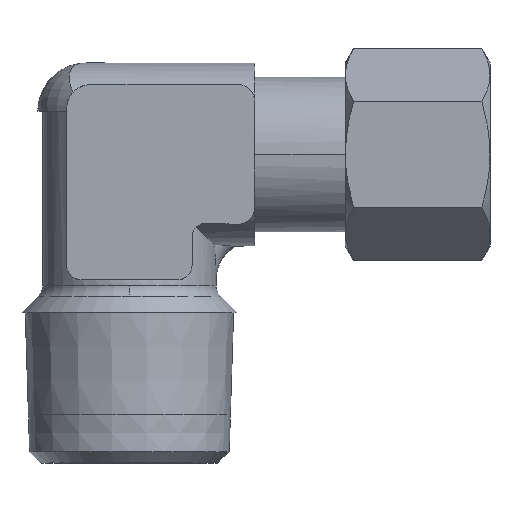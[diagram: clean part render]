
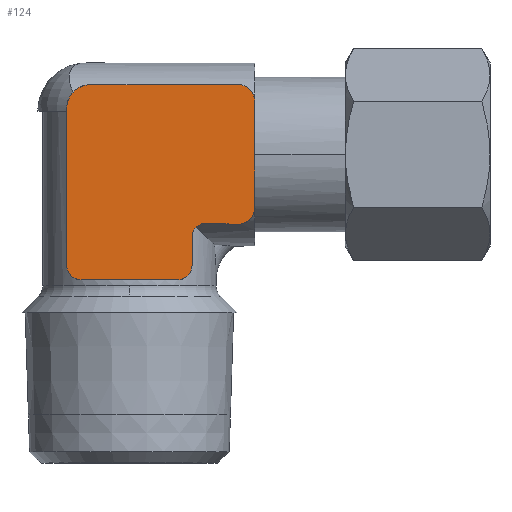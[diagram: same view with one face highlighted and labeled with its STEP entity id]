
A CAD part, top view. The second image highlights one B-rep face of the part: STEP entity #124.
In plain terms, the highlighted planar face has unit normal (0, 0, 1).
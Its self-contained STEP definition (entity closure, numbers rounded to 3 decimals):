
#124=ADVANCED_FACE('',(#304),#305,.T.);
#304=FACE_OUTER_BOUND('',#510,.T.);
#305=PLANE('',#511);
#510=EDGE_LOOP('',(#1159,#1160,#1161,#1162,#1163,#1164,#1165,#1166,#1167,#1168,#1169,#1170,#1171,#1172,#1173,#1174));
#511=AXIS2_PLACEMENT_3D('',#1175,#1176,#1177);
#1159=ORIENTED_EDGE('',*,*,#1553,.F.);
#1160=ORIENTED_EDGE('',*,*,#1606,.F.);
#1161=ORIENTED_EDGE('',*,*,#1604,.F.);
#1162=ORIENTED_EDGE('',*,*,#1602,.F.);
#1163=ORIENTED_EDGE('',*,*,#1600,.F.);
#1164=ORIENTED_EDGE('',*,*,#1598,.F.);
#1165=ORIENTED_EDGE('',*,*,#1595,.F.);
#1166=ORIENTED_EDGE('',*,*,#1592,.F.);
#1167=ORIENTED_EDGE('',*,*,#1587,.F.);
#1168=ORIENTED_EDGE('',*,*,#1409,.F.);
#1169=ORIENTED_EDGE('',*,*,#1607,.F.);
#1170=ORIENTED_EDGE('',*,*,#1569,.F.);
#1171=ORIENTED_EDGE('',*,*,#1418,.F.);
#1172=ORIENTED_EDGE('',*,*,#1564,.F.);
#1173=ORIENTED_EDGE('',*,*,#1425,.F.);
#1174=ORIENTED_EDGE('',*,*,#1558,.F.);
#1175=CARTESIAN_POINT('',(2.734,29.617,9.5));
#1176=DIRECTION('',(0.0,0.0,1.0));
#1177=DIRECTION('',(1.0,0.0,0.0));
#1409=EDGE_CURVE('',#1701,#1697,#1703,.T.);
#1418=EDGE_CURVE('',#1718,#1712,#1720,.T.);
#1425=EDGE_CURVE('',#1730,#1733,#1734,.T.);
#1553=EDGE_CURVE('',#1943,#1945,#1946,.T.);
#1558=EDGE_CURVE('',#1945,#1730,#1951,.T.);
#1564=EDGE_CURVE('',#1733,#1718,#1958,.T.);
#1569=EDGE_CURVE('',#1712,#1965,#1966,.T.);
#1587=EDGE_CURVE('',#1697,#1992,#1993,.T.);
#1592=EDGE_CURVE('',#1992,#2000,#2001,.T.);
#1595=EDGE_CURVE('',#2000,#2005,#2006,.T.);
#1598=EDGE_CURVE('',#2005,#2009,#2010,.T.);
#1600=EDGE_CURVE('',#2009,#2012,#2013,.T.);
#1602=EDGE_CURVE('',#2012,#2015,#2016,.T.);
#1604=EDGE_CURVE('',#2015,#2018,#2019,.T.);
#1606=EDGE_CURVE('',#2018,#1943,#2021,.T.);
#1607=EDGE_CURVE('',#1965,#1701,#2022,.T.);
#1697=VERTEX_POINT('',#2188);
#1701=VERTEX_POINT('',#2198);
#1703=CIRCLE('',#2201,1.76);
#1712=VERTEX_POINT('',#2217);
#1718=VERTEX_POINT('',#2240);
#1720=CIRCLE('',#2243,1.76);
#1730=VERTEX_POINT('',#2271);
#1733=VERTEX_POINT('',#2275);
#1734=CIRCLE('',#2276,2.467);
#1943=VERTEX_POINT('',#3253);
#1945=VERTEX_POINT('',#3256);
#1946=LINE('',#3257,#3258);
#1951=CIRCLE('',#3286,2.467);
#1958=LINE('',#3297,#3298);
#1965=VERTEX_POINT('',#3308);
#1966=CIRCLE('',#3309,1.76);
#1992=VERTEX_POINT('',#3378);
#1993=CIRCLE('',#3379,1.76);
#2000=VERTEX_POINT('',#3408);
#2001=LINE('',#3409,#3410);
#2005=VERTEX_POINT('',#3415);
#2006=LINE('',#3416,#3417);
#2009=VERTEX_POINT('',#3434);
#2010=CIRCLE('',#3435,1.47);
#2012=VERTEX_POINT('',#3438);
#2013=LINE('',#3439,#3440);
#2015=VERTEX_POINT('',#3443);
#2016=CIRCLE('',#3444,1.5);
#2018=VERTEX_POINT('',#3447);
#2019=LINE('',#3448,#3449);
#2021=CIRCLE('',#3452,1.5);
#2022=LINE('',#3453,#3454);
#2188=CARTESIAN_POINT('',(13.003,26.511,9.5));
#2198=CARTESIAN_POINT('',(13.0,26.62,9.5));
#2201=AXIS2_PLACEMENT_3D('',#3572,#3573,#3574);
#2217=CARTESIAN_POINT('',(13.003,37.489,9.5));
#2240=CARTESIAN_POINT('',(11.5,39.23,9.5));
#2243=AXIS2_PLACEMENT_3D('',#3583,#3584,#3585);
#2271=CARTESIAN_POINT('',(-6.5,36.769,9.5));
#2275=CARTESIAN_POINT('',(-4.2,39.23,9.5));
#2276=AXIS2_PLACEMENT_3D('',#3593,#3594,#3595);
#3253=CARTESIAN_POINT('',(-6.5,20.5,9.5));
#3256=CARTESIAN_POINT('',(-6.5,36.745,9.5));
#3257=CARTESIAN_POINT('',(-6.5,20.5,9.5));
#3258=VECTOR('',#3761,1.0);
#3286=AXIS2_PLACEMENT_3D('',#3766,#3767,#3768);
#3297=CARTESIAN_POINT('',(-4.2,39.23,9.5));
#3298=VECTOR('',#3776,1.0);
#3308=CARTESIAN_POINT('',(13.0,37.38,9.5));
#3309=AXIS2_PLACEMENT_3D('',#3783,#3784,#3785);
#3378=CARTESIAN_POINT('',(11.5,24.77,9.5));
#3379=AXIS2_PLACEMENT_3D('',#3808,#3809,#3810);
#3408=CARTESIAN_POINT('',(10.443,24.77,9.5));
#3409=CARTESIAN_POINT('',(10.443,24.77,9.5));
#3410=VECTOR('',#3813,1.0);
#3415=CARTESIAN_POINT('',(8.0,24.88,9.5));
#3416=CARTESIAN_POINT('',(8.0,24.88,9.5));
#3417=VECTOR('',#3818,1.0);
#3434=CARTESIAN_POINT('',(6.5,23.712,9.5));
#3435=AXIS2_PLACEMENT_3D('',#3820,#3821,#3822);
#3438=CARTESIAN_POINT('',(6.5,20.5,9.5));
#3439=CARTESIAN_POINT('',(6.5,20.5,9.5));
#3440=VECTOR('',#3824,1.0);
#3443=CARTESIAN_POINT('',(5.0,19.,9.5));
#3444=AXIS2_PLACEMENT_3D('',#3826,#3827,#3828);
#3447=CARTESIAN_POINT('',(-5.0,19.,9.5));
#3448=CARTESIAN_POINT('',(-5.0,19.,9.5));
#3449=VECTOR('',#3830,1.0);
#3452=AXIS2_PLACEMENT_3D('',#3832,#3833,#3834);
#3453=CARTESIAN_POINT('',(13.0,37.38,9.5));
#3454=VECTOR('',#3835,1.0);
#3572=CARTESIAN_POINT('',(11.244,26.511,9.5));
#3573=DIRECTION('',(0.0,0.0,-1.0));
#3574=DIRECTION('',(1.0,0.0,0.0));
#3583=CARTESIAN_POINT('',(11.244,37.489,9.5));
#3584=DIRECTION('',(0.0,0.0,-1.0));
#3585=DIRECTION('',(1.0,0.0,0.0));
#3593=CARTESIAN_POINT('',(-4.033,36.769,9.5));
#3594=DIRECTION('',(0.0,0.0,-1.0));
#3595=DIRECTION('',(1.0,0.0,0.0));
#3761=DIRECTION('',(0.0,1.0,0.0));
#3766=CARTESIAN_POINT('',(-4.033,36.769,9.5));
#3767=DIRECTION('',(0.0,0.0,-1.0));
#3768=DIRECTION('',(1.0,0.0,0.0));
#3776=DIRECTION('',(1.0,0.0,0.0));
#3783=CARTESIAN_POINT('',(11.244,37.489,9.5));
#3784=DIRECTION('',(0.0,0.0,-1.0));
#3785=DIRECTION('',(1.0,0.0,0.0));
#3808=CARTESIAN_POINT('',(11.244,26.511,9.5));
#3809=DIRECTION('',(0.0,0.0,-1.0));
#3810=DIRECTION('',(1.0,0.0,0.0));
#3813=DIRECTION('',(-1.0,-0.0,-0.0));
#3818=DIRECTION('',(-0.999,0.045,0.0));
#3820=CARTESIAN_POINT('',(7.939,23.411,9.5));
#3821=DIRECTION('',(0.0,0.0,1.0));
#3822=DIRECTION('',(1.0,0.0,0.0));
#3824=DIRECTION('',(-0.0,-1.0,-0.0));
#3826=CARTESIAN_POINT('',(5.0,20.5,9.5));
#3827=DIRECTION('',(0.0,0.0,-1.0));
#3828=DIRECTION('',(1.0,0.0,0.0));
#3830=DIRECTION('',(-1.0,-0.0,-0.0));
#3832=CARTESIAN_POINT('',(-5.0,20.5,9.5));
#3833=DIRECTION('',(0.0,0.0,-1.0));
#3834=DIRECTION('',(1.0,0.0,0.0));
#3835=DIRECTION('',(0.0,-1.0,0.0));
